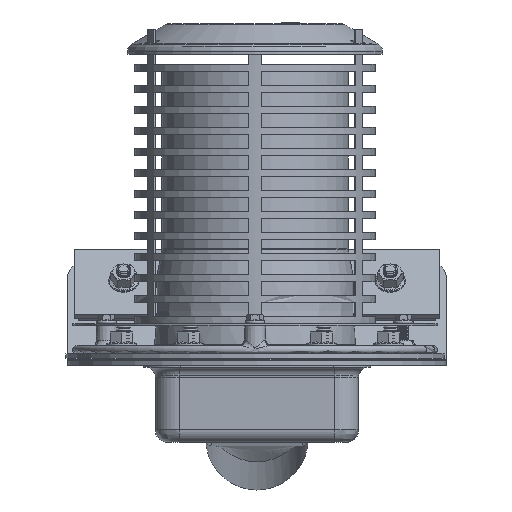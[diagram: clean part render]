
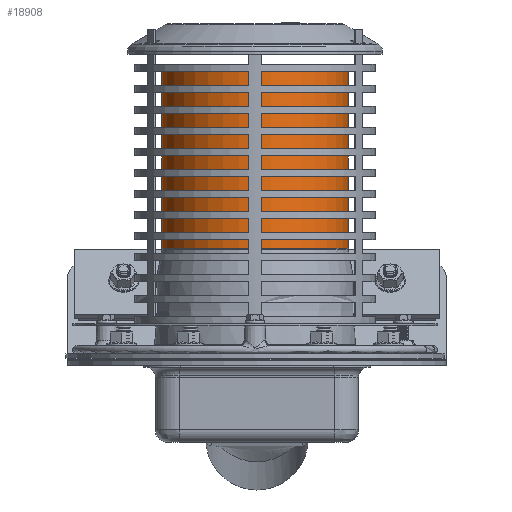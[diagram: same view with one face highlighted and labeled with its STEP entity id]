
A CAD part, left-side view. The second image highlights one B-rep face of the part: STEP entity #18908.
In plain terms, the highlighted cylindrical face has radius 665 mm (diameter 1330 mm), a full revolution.
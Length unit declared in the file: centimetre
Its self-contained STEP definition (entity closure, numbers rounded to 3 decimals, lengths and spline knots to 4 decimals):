
#2411=FACE_OUTER_BOUND('',#3734,.T.);
#3734=EDGE_LOOP('',(#17376,#17377,#17378,#17379,#17380));
#5164=LINE('',#34895,#6556);
#6556=VECTOR('',#26894,66.5);
#7747=CIRCLE('',#21128,66.5);
#7759=CIRCLE('',#21145,66.5);
#7760=CIRCLE('',#21146,66.5);
#9440=VERTEX_POINT('',#34862);
#9450=VERTEX_POINT('',#34891);
#9451=VERTEX_POINT('',#34892);
#12086=EDGE_CURVE('',#9440,#9440,#7747,.T.);
#12100=EDGE_CURVE('',#9450,#9451,#7759,.T.);
#12101=EDGE_CURVE('',#9451,#9450,#7760,.T.);
#12102=EDGE_CURVE('',#9451,#9440,#5164,.T.);
#17376=ORIENTED_EDGE('',*,*,#12100,.F.);
#17377=ORIENTED_EDGE('',*,*,#12101,.F.);
#17378=ORIENTED_EDGE('',*,*,#12102,.T.);
#17379=ORIENTED_EDGE('',*,*,#12086,.F.);
#17380=ORIENTED_EDGE('',*,*,#12102,.F.);
#17893=CYLINDRICAL_SURFACE('',#21144,66.5);
#18908=ADVANCED_FACE('',(#2411),#17893,.T.);
#21128=AXIS2_PLACEMENT_3D('',#34863,#26854,#26855);
#21144=AXIS2_PLACEMENT_3D('',#34890,#26888,#26889);
#21145=AXIS2_PLACEMENT_3D('',#34893,#26890,#26891);
#21146=AXIS2_PLACEMENT_3D('',#34894,#26892,#26893);
#26854=DIRECTION('center_axis',(0.,0.,1.));
#26855=DIRECTION('ref_axis',(0.,1.,0.));
#26888=DIRECTION('center_axis',(0.,0.,
-1.));
#26889=DIRECTION('ref_axis',(1.,0.,0.));
#26890=DIRECTION('center_axis',(0.,0.,
-1.));
#26891=DIRECTION('ref_axis',(-1.,0.,0.));
#26892=DIRECTION('center_axis',(0.,0.,
-1.));
#26893=DIRECTION('ref_axis',(-1.,0.,0.));
#26894=DIRECTION('',(0.,0.,1.));
#34862=CARTESIAN_POINT('',(68.493,1.3788,214.));
#34863=CARTESIAN_POINT('Origin',(134.993,1.3788,214.));
#34890=CARTESIAN_POINT('Origin',(134.993,1.3788,145.7294));
#34891=CARTESIAN_POINT('',(134.993,67.8788,83.4589));
#34892=CARTESIAN_POINT('',(68.493,1.3788,83.4589));
#34893=CARTESIAN_POINT('Origin',(134.993,1.3788,83.4589));
#34894=CARTESIAN_POINT('Origin',(134.993,1.3788,83.4589));
#34895=CARTESIAN_POINT('',(68.493,1.3788,145.7294));
